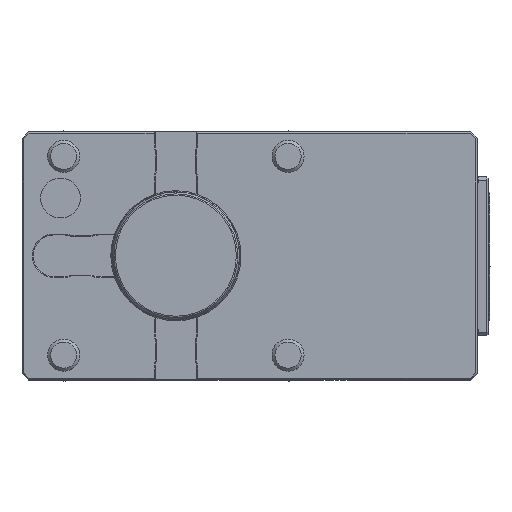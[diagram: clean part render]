
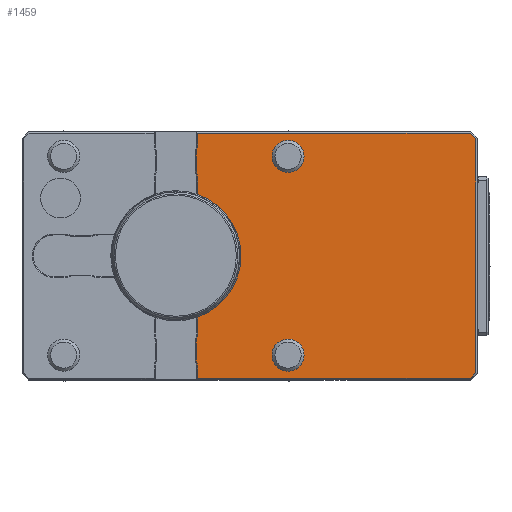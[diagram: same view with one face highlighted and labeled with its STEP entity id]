
A CAD part, top view. The second image highlights one B-rep face of the part: STEP entity #1459.
In plain terms, the highlighted planar face has unit normal (0, 0, 1).
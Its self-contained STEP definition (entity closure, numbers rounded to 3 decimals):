
#348=LINE('',#8226,#794);
#350=LINE('',#8230,#796);
#351=LINE('',#8244,#797);
#353=LINE('',#8255,#799);
#355=LINE('',#8266,#801);
#356=LINE('',#8280,#802);
#359=LINE('',#8288,#805);
#375=LINE('',#8330,#821);
#410=LINE('',#8405,#856);
#411=LINE('',#8407,#857);
#412=LINE('',#8409,#858);
#794=VECTOR('',#6291,1.);
#796=VECTOR('',#6295,1.);
#797=VECTOR('',#6302,1.);
#799=VECTOR('',#6310,1.);
#801=VECTOR('',#6318,1.);
#802=VECTOR('',#6325,1.);
#805=VECTOR('',#6334,1.);
#821=VECTOR('',#6380,1.);
#856=VECTOR('',#6455,1.);
#857=VECTOR('',#6458,1.);
#858=VECTOR('',#6459,1.);
#1133=FACE_BOUND('',#2234,.T.);
#1134=FACE_BOUND('',#2235,.T.);
#1135=FACE_BOUND('',#2236,.T.);
#1459=ADVANCED_FACE('',(#1133,#1134,#1135),#1669,.T.);
#1669=PLANE('',#5266);
#2234=EDGE_LOOP('',(#3339));
#2235=EDGE_LOOP('',(#3340));
#2236=EDGE_LOOP('',(#3341,#3342,#3343,#3344,#3345,#3346,#3347,#3348,#3349,
#3350,#3351,#3352,#3353,#3354,#3355,#3356));
#3339=ORIENTED_EDGE('',*,*,#4537,.T.);
#3340=ORIENTED_EDGE('',*,*,#4536,.F.);
#3341=ORIENTED_EDGE('',*,*,#4554,.T.);
#3342=ORIENTED_EDGE('',*,*,#4534,.T.);
#3343=ORIENTED_EDGE('',*,*,#4532,.T.);
#3344=ORIENTED_EDGE('',*,*,#4530,.T.);
#3345=ORIENTED_EDGE('',*,*,#4528,.T.);
#3346=ORIENTED_EDGE('',*,*,#4526,.T.);
#3347=ORIENTED_EDGE('',*,*,#4524,.T.);
#3348=ORIENTED_EDGE('',*,*,#4522,.T.);
#3349=ORIENTED_EDGE('',*,*,#4520,.T.);
#3350=ORIENTED_EDGE('',*,*,#4518,.T.);
#3351=ORIENTED_EDGE('',*,*,#4516,.T.);
#3352=ORIENTED_EDGE('',*,*,#4514,.T.);
#3353=ORIENTED_EDGE('',*,*,#4512,.T.);
#3354=ORIENTED_EDGE('',*,*,#4591,.T.);
#3355=ORIENTED_EDGE('',*,*,#4592,.T.);
#3356=ORIENTED_EDGE('',*,*,#4593,.T.);
#3933=VERTEX_POINT('',#8221);
#3935=VERTEX_POINT('',#8225);
#3936=VERTEX_POINT('',#8229);
#3937=VERTEX_POINT('',#8236);
#3938=VERTEX_POINT('',#8243);
#3939=VERTEX_POINT('',#8247);
#3940=VERTEX_POINT('',#8254);
#3941=VERTEX_POINT('',#8261);
#3942=VERTEX_POINT('',#8265);
#3943=VERTEX_POINT('',#8272);
#3944=VERTEX_POINT('',#8279);
#3945=VERTEX_POINT('',#8283);
#3947=VERTEX_POINT('',#8289);
#3948=VERTEX_POINT('',#8293);
#3949=VERTEX_POINT('',#8296);
#3958=VERTEX_POINT('',#8331);
#3977=VERTEX_POINT('',#8404);
#3978=VERTEX_POINT('',#8408);
#4512=EDGE_CURVE('',#3933,#3935,#348,.T.);
#4514=EDGE_CURVE('',#3936,#3933,#350,.T.);
#4516=EDGE_CURVE('',#3937,#3936,#4822,.T.);
#4518=EDGE_CURVE('',#3938,#3937,#351,.T.);
#4520=EDGE_CURVE('',#3939,#3938,#4823,.T.);
#4522=EDGE_CURVE('',#3940,#3939,#353,.T.);
#4524=EDGE_CURVE('',#3941,#3940,#4824,.T.);
#4526=EDGE_CURVE('',#3942,#3941,#355,.T.);
#4528=EDGE_CURVE('',#3943,#3942,#4825,.T.);
#4530=EDGE_CURVE('',#3944,#3943,#356,.T.);
#4532=EDGE_CURVE('',#3945,#3944,#4826,.T.);
#4534=EDGE_CURVE('',#3947,#3945,#359,.T.);
#4536=EDGE_CURVE('',#3948,#3948,#4827,.T.);
#4537=EDGE_CURVE('',#3949,#3949,#4828,.T.);
#4554=EDGE_CURVE('',#3958,#3947,#375,.T.);
#4591=EDGE_CURVE('',#3935,#3977,#410,.T.);
#4592=EDGE_CURVE('',#3977,#3978,#411,.T.);
#4593=EDGE_CURVE('',#3978,#3958,#412,.T.);
#4822=CIRCLE('',#5216,6.8);
#4823=CIRCLE('',#5219,6.8);
#4824=CIRCLE('',#5222,20.25);
#4825=CIRCLE('',#5225,6.8);
#4826=CIRCLE('',#5228,6.8);
#4827=CIRCLE('',#5231,5.);
#4828=CIRCLE('',#5233,5.);
#5216=AXIS2_PLACEMENT_3D('',#8237,#6298,#6299);
#5219=AXIS2_PLACEMENT_3D('',#8248,#6306,#6307);
#5222=AXIS2_PLACEMENT_3D('',#8262,#6313,#6314);
#5225=AXIS2_PLACEMENT_3D('',#8273,#6321,#6322);
#5228=AXIS2_PLACEMENT_3D('',#8284,#6329,#6330);
#5231=AXIS2_PLACEMENT_3D('',#8292,#6338,#6339);
#5233=AXIS2_PLACEMENT_3D('',#8295,#6342,#6343);
#5266=AXIS2_PLACEMENT_3D('',#8410,#6460,#6461);
#6291=DIRECTION('',(1.,0.,0.));
#6295=DIRECTION('',(0.,-1.,0.));
#6298=DIRECTION('',(0.,0.,-1.));
#6299=DIRECTION('',(0.,1.,0.));
#6302=DIRECTION('',(0.,-1.,0.));
#6306=DIRECTION('',(0.,0.,-1.));
#6307=DIRECTION('',(0.,1.,0.));
#6310=DIRECTION('',(0.,-1.,0.));
#6313=DIRECTION('',(0.,0.,-1.));
#6314=DIRECTION('',(0.,1.,0.));
#6318=DIRECTION('',(0.,-1.,0.));
#6321=DIRECTION('',(0.,0.,-1.));
#6322=DIRECTION('',(0.,1.,0.));
#6325=DIRECTION('',(0.,-1.,0.));
#6329=DIRECTION('',(0.,0.,-1.));
#6330=DIRECTION('',(0.,1.,0.));
#6334=DIRECTION('',(0.,-1.,0.));
#6338=DIRECTION('',(0.,0.,1.));
#6339=DIRECTION('',(1.,0.,0.));
#6342=DIRECTION('',(0.,0.,-1.));
#6343=DIRECTION('',(1.,0.,0.));
#6380=DIRECTION('',(-1.,0.,0.));
#6455=DIRECTION('',(0.707,0.707,0.));
#6458=DIRECTION('',(0.,1.,0.));
#6459=DIRECTION('',(-0.707,0.707,0.));
#6460=DIRECTION('',(0.,0.,1.));
#6461=DIRECTION('',(1.,0.,0.));
#8221=CARTESIAN_POINT('',(6.8,-38.2,0.));
#8225=CARTESIAN_POINT('',(91.793,-38.2,0.));
#8226=CARTESIAN_POINT('',(92.,-38.2,0.));
#8229=CARTESIAN_POINT('',(6.8,-35.,0.));
#8230=CARTESIAN_POINT('',(6.8,-38.2,0.));
#8236=CARTESIAN_POINT('',(6.3,-32.441,0.));
#8237=CARTESIAN_POINT('',(0.,-35.,0.));
#8243=CARTESIAN_POINT('',(6.3,-26.559,0.));
#8244=CARTESIAN_POINT('',(6.3,-32.5,0.));
#8247=CARTESIAN_POINT('',(6.8,-24.,0.));
#8248=CARTESIAN_POINT('',(0.,-24.,0.));
#8254=CARTESIAN_POINT('',(6.8,-19.074,0.));
#8255=CARTESIAN_POINT('',(6.8,-24.,0.));
#8261=CARTESIAN_POINT('',(6.8,19.074,0.));
#8262=CARTESIAN_POINT('',(0.,0.,0.));
#8265=CARTESIAN_POINT('',(6.8,24.,0.));
#8266=CARTESIAN_POINT('',(6.8,18.861,0.));
#8272=CARTESIAN_POINT('',(6.3,26.559,0.));
#8273=CARTESIAN_POINT('',(0.,24.,0.));
#8279=CARTESIAN_POINT('',(6.3,32.441,0.));
#8280=CARTESIAN_POINT('',(6.3,26.5,0.));
#8283=CARTESIAN_POINT('',(6.8,35.,0.));
#8284=CARTESIAN_POINT('',(0.,35.,0.));
#8288=CARTESIAN_POINT('',(6.8,35.,0.));
#8289=CARTESIAN_POINT('',(6.8,38.2,0.));
#8292=CARTESIAN_POINT('',(35.,-31.,0.));
#8293=CARTESIAN_POINT('',(40.,-31.,0.));
#8295=CARTESIAN_POINT('',(35.,31.,0.));
#8296=CARTESIAN_POINT('',(40.,31.,0.));
#8330=CARTESIAN_POINT('',(6.5,38.2,0.));
#8331=CARTESIAN_POINT('',(91.793,38.2,0.));
#8404=CARTESIAN_POINT('',(93.5,-36.493,0.));
#8405=CARTESIAN_POINT('',(60.346,-69.646,0.));
#8407=CARTESIAN_POINT('',(93.5,36.7,0.));
#8408=CARTESIAN_POINT('',(93.5,36.493,0.));
#8409=CARTESIAN_POINT('',(21.646,108.346,0.));
#8410=CARTESIAN_POINT('',(86.,-3.233,0.));
